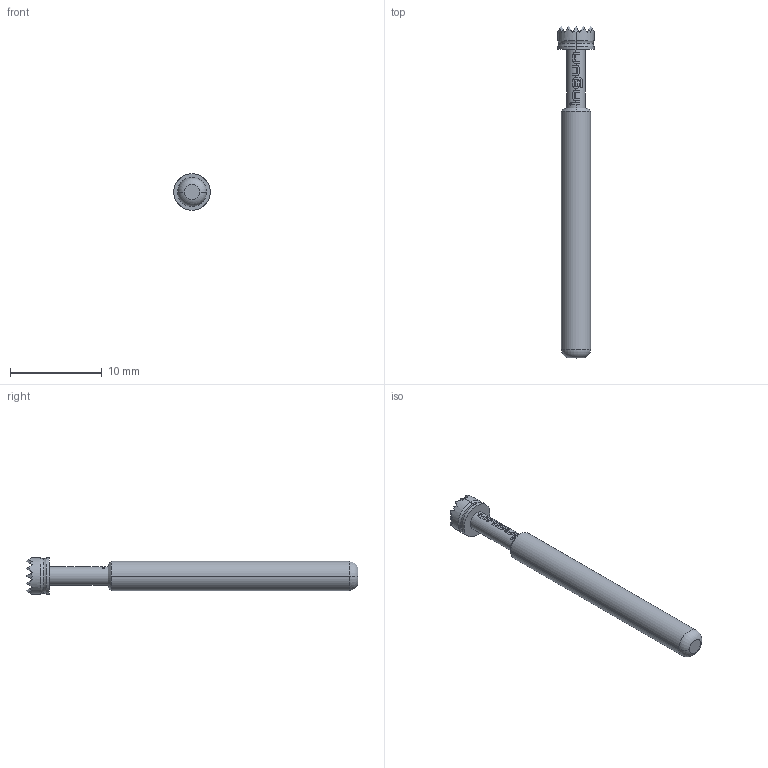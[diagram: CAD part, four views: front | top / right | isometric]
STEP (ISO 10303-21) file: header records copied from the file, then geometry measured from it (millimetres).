
FILE_DESCRIPTION (( 'STEP AP203' ), '1' );
FILE_NAME ('INGUN_HSS-005_306_396_A_xx00.STEP', '2022-01-31T12:13:31', ( 'ochi' ), ( '' ), 'SwSTEP 2.0', 'SolidWorks 2018', '' );
FILE_SCHEMA (( 'CONFIG_CONTROL_DESIGN' ));
Length unit declared in the file: millimetre
Products named in the file (1): INGUN_HSS-005_306_396_A_xx00
Bounding box: 3.96 x 36.1 x 3.96 mm (x, y, z)
Volume: 256.9 mm3; surface area: 376 mm2
Topology: 1 solids, 1 shells, 183 faces, 425 edges, 247 vertices
Faces by surface type: plane 95, bspline 62, cylinder 18, torus 6, cone 2
Entity records: 6449 total; most frequent: CARTESIAN_POINT 2985, ORIENTED_EDGE 850, DIRECTION 447, EDGE_CURVE 425, VERTEX_POINT 247, B_SPLINE_CURVE_WITH_KNOTS 204, EDGE_LOOP 186, FACE_OUTER_BOUND 183
